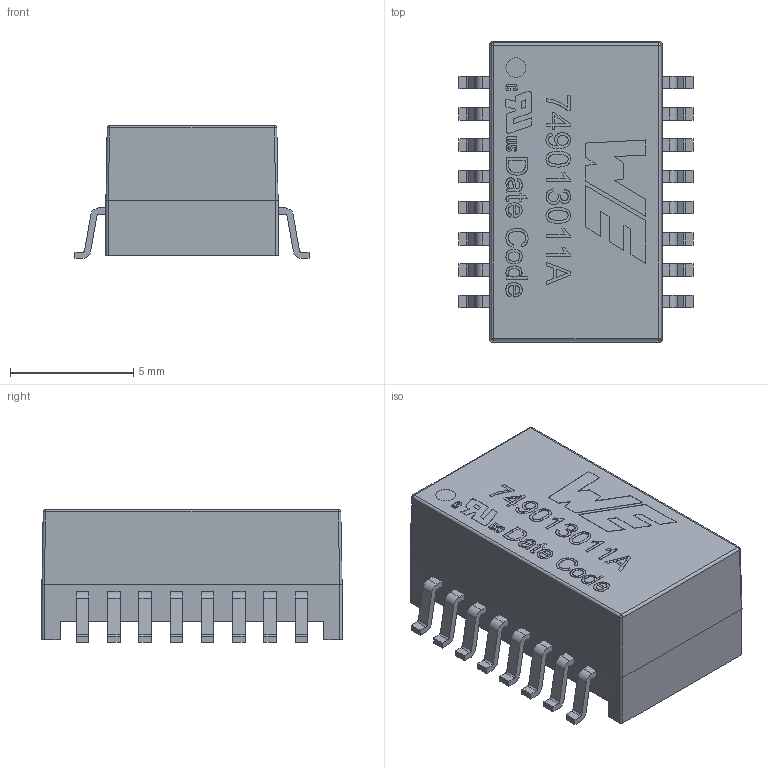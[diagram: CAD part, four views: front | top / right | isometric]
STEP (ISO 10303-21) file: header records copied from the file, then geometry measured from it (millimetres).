
FILE_DESCRIPTION(/* description */ ('Unknown'),/* implementation_level */ '2;1');
FILE_NAME(/* name */ 'T_Wurth_WE-LAN_749013011A',/* time_stamp */ '2025-08-26T16:36:14+08:00',/* author */ ('Unknown'),/* organization */ ('Unknown'),/* preprocessor_version */ 'ST-DEVELOPER v19.4',/* originating_system */ 'Solid Edge',/* authorisation */ 'Unknown');
FILE_SCHEMA (('AUTOMOTIVE_DESIGN {1 0 10303 214 3 1 1}'));
Length unit declared in the file: millimetre
Products named in the file (2): T_Wurth_WE-LAN_749013011A
Assembly tree (1 placements, depth 2):
  T_Wurth_WE-LAN_749013011A
    T_Wurth_WE-LAN_749013011A
Bounding box: 9.52 x 12.2 x 5.4 mm (x, y, z)
Volume: 174.2 mm3; surface area: 552.8 mm2
Topology: 1 solids, 1 shells, 489 faces, 1288 edges, 850 vertices
Faces by surface type: plane 347, cylinder 103, bspline 35, sphere 4
Full cylindrical faces by diameter (mm): 0.8 x1
Entity records: 19364 total; most frequent: CARTESIAN_POINT 4238, ORIENTED_EDGE 2550, DIRECTION 2139, EDGE_CURVE 1275, VERTEX_POINT 850, LINE 839, VECTOR 839, AXIS2_PLACEMENT_3D 650
